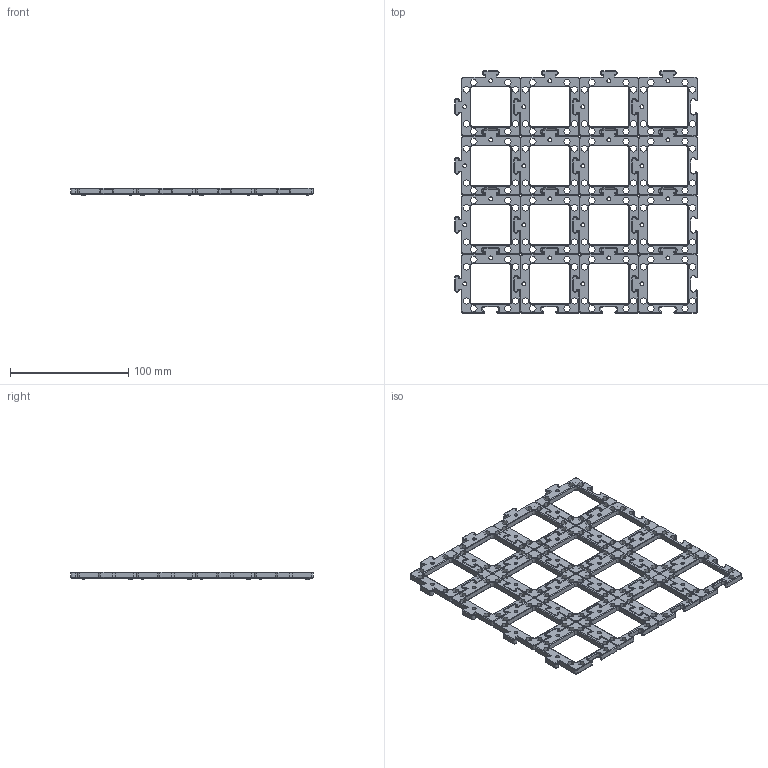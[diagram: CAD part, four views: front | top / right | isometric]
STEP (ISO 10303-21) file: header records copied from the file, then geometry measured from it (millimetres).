
FILE_DESCRIPTION(/* description */ (''),/* implementation_level */ '2;1');
FILE_NAME(/* name */ 'Assembly_Cube_Baseplate_wMagnets_v3.iam.step',/* time_stamp */ '2022-11-29T09:00:22+01:00',/* author */ ('diederichbenedict'),/* organization */ (''),/* preprocessor_version */ 'ST-DEVELOPER v18.1',/* originating_system */ 'Autodesk Inventor 2022',/* authorisation */ '');
FILE_SCHEMA (('AUTOMOTIVE_DESIGN { 1 0 10303 214 3 1 1 }'));
Length unit declared in the file: millimetre
Products named in the file (3): Assembly_Cube_empty_1x1_v2; 10_Base_puzzle_v3; 00_BallMagnets_5mm
Assembly tree (32 placements, depth 2):
  Assembly_Cube_empty_1x1_v2
    10_Base_puzzle_v3  x16
    00_BallMagnets_5mm  x16
Bounding box: 205.6 x 205.6 x 6.55 mm (x, y, z)
Volume: 91707.7 mm3; surface area: 83385.4 mm2
Topology: 80 solids, 80 shells, 3184 faces, 8000 edges, 4880 vertices
Faces by surface type: plane 1760, cylinder 640, cone 528, sphere 160, torus 96
Full cylindrical faces by diameter (mm): 3.2 x32, 7 x32
Entity records: 6207 total; most frequent: DIRECTION 1098, CARTESIAN_POINT 1031, ORIENTED_EDGE 984, EDGE_CURVE 492, AXIS2_PLACEMENT_3D 372, LINE 354, VECTOR 354, VERTEX_POINT 305
